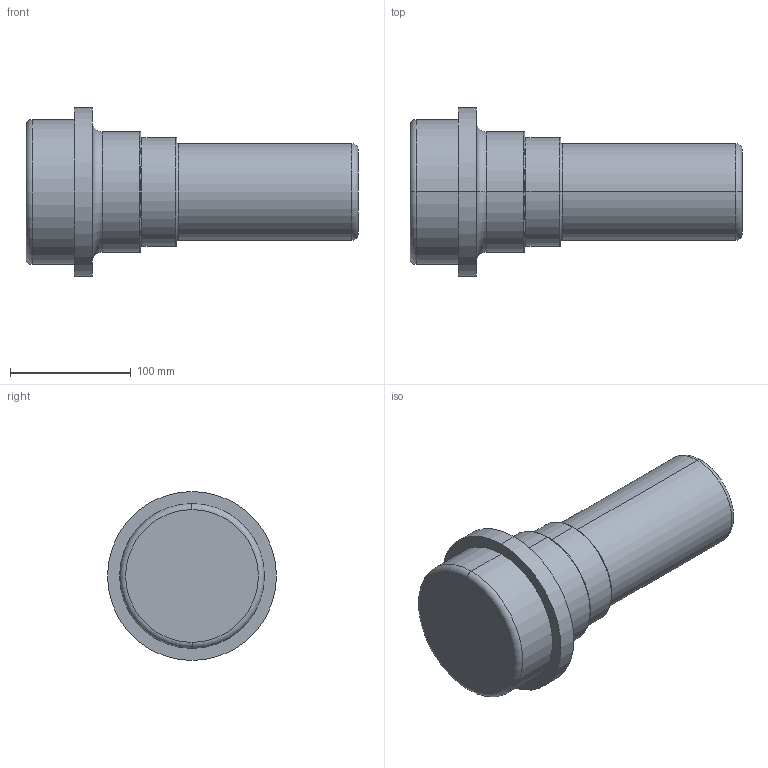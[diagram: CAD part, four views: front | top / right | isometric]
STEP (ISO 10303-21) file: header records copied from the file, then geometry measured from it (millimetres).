
FILE_DESCRIPTION (( 'STEP AP203' ), '1' );
FILE_NAME ('Tirzelwelle_1.STEP', '2023-11-30T22:06:29', ( '' ), ( '' ), 'SwSTEP 2.0', 'SolidWorks 2021', '' );
FILE_SCHEMA (( 'CONFIG_CONTROL_DESIGN' ));
Length unit declared in the file: millimetre
Products named in the file (1): Tirzelwelle_1
Bounding box: 275 x 140 x 140 mm (x, y, z)
Volume: 1943450.8 mm3; surface area: 108306.1 mm2
Topology: 1 solids, 1 shells, 30 faces, 58 edges, 34 vertices
Faces by surface type: torus 14, cylinder 10, plane 6
Entity records: 855 total; most frequent: DIRECTION 168, CARTESIAN_POINT 123, ORIENTED_EDGE 116, AXIS2_PLACEMENT_3D 79, EDGE_CURVE 58, CIRCLE 48, VERTEX_POINT 34, EDGE_LOOP 34
